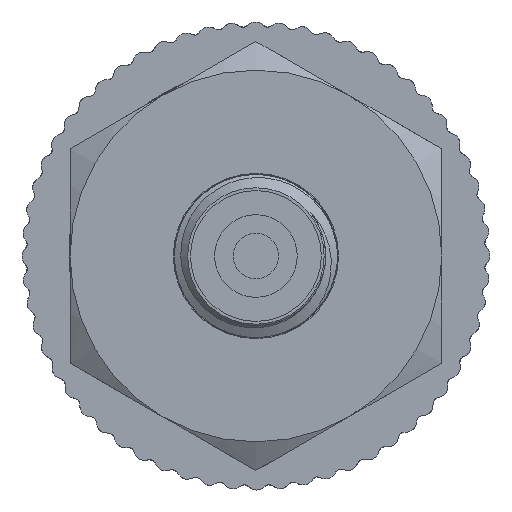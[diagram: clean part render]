
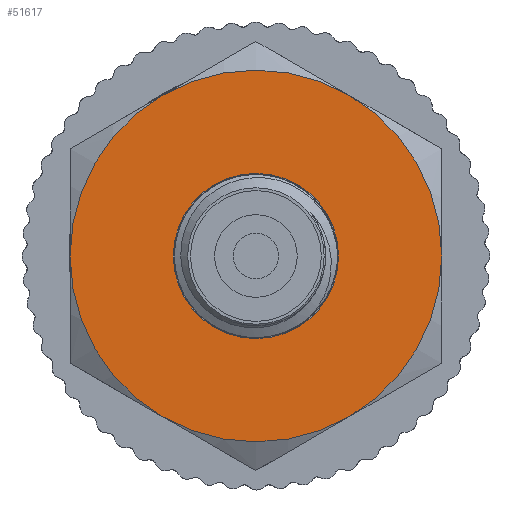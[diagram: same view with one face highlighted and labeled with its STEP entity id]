
A CAD part, left-side view. The second image highlights one B-rep face of the part: STEP entity #51617.
In plain terms, the highlighted face is planar.
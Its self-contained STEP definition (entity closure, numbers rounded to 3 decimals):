
#1061=FACE_BOUND('',#8362,.T.);
#2956=PLANE('',#55666);
#5641=FACE_OUTER_BOUND('',#8361,.T.);
#8361=EDGE_LOOP('',(#48141));
#8362=EDGE_LOOP('',(#48142));
#9195=CIRCLE('',#55665,13.5);
#9196=CIRCLE('',#55667,6.);
#24698=VERTEX_POINT('',#112615);
#24699=VERTEX_POINT('',#112619);
#32516=EDGE_CURVE('',#24698,#24698,#9195,.T.);
#32518=EDGE_CURVE('',#24699,#24699,#9196,.T.);
#48141=ORIENTED_EDGE('',*,*,#32516,.T.);
#48142=ORIENTED_EDGE('',*,*,#32518,.F.);
#51617=ADVANCED_FACE('',(#5641,#1061),#2956,.T.);
#55665=AXIS2_PLACEMENT_3D('',#112616,#67875,#67876);
#55666=AXIS2_PLACEMENT_3D('',#112618,#67878,#67879);
#55667=AXIS2_PLACEMENT_3D('',#112620,#67880,#67881);
#67875=DIRECTION('center_axis',(1.,0.,0.));
#67876=DIRECTION('ref_axis',(0.,0.,-1.));
#67878=DIRECTION('center_axis',(1.,0.,0.));
#67879=DIRECTION('ref_axis',(0.,0.,-1.));
#67880=DIRECTION('center_axis',(1.,0.,0.));
#67881=DIRECTION('ref_axis',(0.,0.,-1.));
#112615=CARTESIAN_POINT('',(-11.,-13.5,0.));
#112616=CARTESIAN_POINT('Origin',(-11.,0.,0.));
#112618=CARTESIAN_POINT('Origin',(-11.,6.,0.));
#112619=CARTESIAN_POINT('',(-11.,0.,6.));
#112620=CARTESIAN_POINT('Origin',(-11.,0.,0.));
